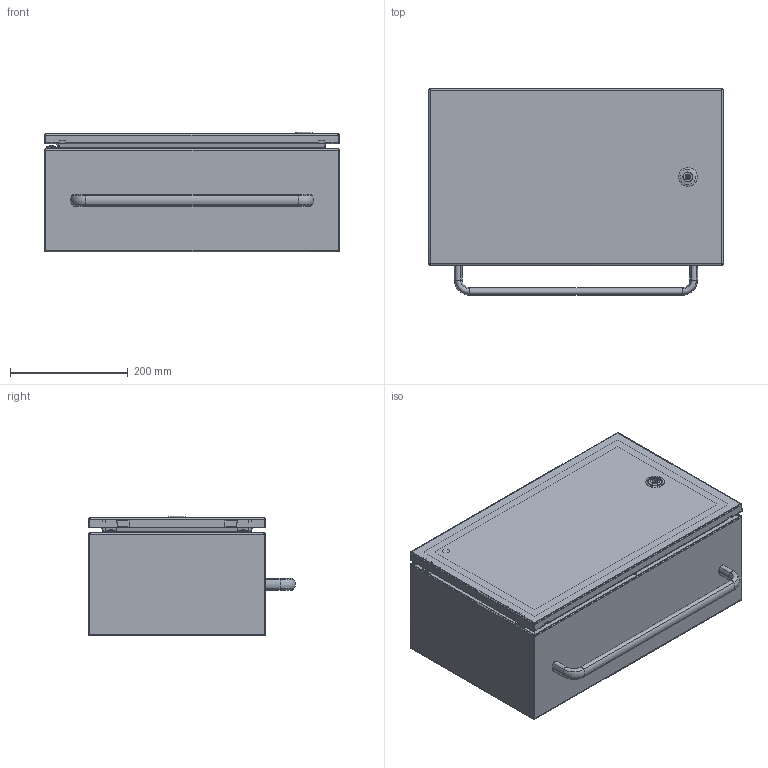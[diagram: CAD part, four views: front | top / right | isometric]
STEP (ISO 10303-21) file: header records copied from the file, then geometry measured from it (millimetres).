
FILE_DESCRIPTION (( 'STEP AP203' ), '1' );
FILE_NAME ('56450403.STEP', '2020-02-18T13:28:59', ( 'Ifina' ), ( 'Ifina' ), 'SwSTEP 2.0', 'SolidWorks 2018', '' );
FILE_SCHEMA (( 'CONFIG_CONTROL_DESIGN' ));
Length unit declared in the file: millimetre
Products named in the file (31): 40000039722; _7-080.01_200-0528_28; 42395; _7-080.01_00024768; _7-080.01_17760D; 42442; 94084; 83031; 40000039736; 84000; 83140; _7-080.01_00000688; 82410_56929_268x467; _200-9123_B1; 56929; 00047704A; 42443; 82154; _7-080.01_00058055; 40000019920; 86003_Bl.1,25; 42445; 40000037410; 00047700A; 93379; _100-9601; 56450403; 93442; _7-080.01_00001196; 40100000253; 40000039761
Assembly tree (42 placements, depth 3):
  94084
  56450403
    40100000253
      40000039736
      86003_Bl.1,25  x6
      40000039761
    42443  x2
    83140  x2
    93442  x2
    56929
      42395
      93379
      82410_56929_268x467
      42442  x2
    42445  x2
    83031  x2
    40000037410
      _100-9601
      _200-9123_B1
      _7-080.01_00000688
      _7-080.01_00001196
      _7-080.01_200-0528_28
      _7-080.01_00024768
      _7-080.01_00058055
      _7-080.01_17760D
    84000
      00047700A
      00047704A
    82154  x2
    40000019920  x2
    40000039722
Bounding box: 500 x 350.95 x 203.64 mm (x, y, z)
Volume: 1194658.1 mm3; surface area: 1589467.3 mm2
Topology: 38 solids, 38 shells, 1181 faces, 2765 edges, 1670 vertices
Faces by surface type: plane 556, cylinder 405, bspline 104, cone 57, torus 57, sphere 2
Full cylindrical faces by diameter (mm): 3 x1, 3.2 x2, 4 x16, 4.2 x6, 4.917 x3, 5 x2, 5.3 x2, 5.9 x6, 6 x8, 6.5 x2, 7 x18, 7.1 x4, 9 x6, 9.1 x1, 9.9 x1, 10 x7, 10.5 x1, 12 x1, 12.8 x1, 13.3 x1, 13.5 x1, 14 x2, 15 x2, 15.4 x1, 16 x1, 16.1 x1, 19.5 x1, 20.376 x1, 22 x1, 32 x1
Entity records: 35354 total; most frequent: CARTESIAN_POINT 10722, ORIENTED_EDGE 4298, DIRECTION 4214, EDGE_CURVE 2149, AXIS2_PLACEMENT_3D 1462, VERTEX_POINT 1352, VECTOR 1290, LINE 1290
